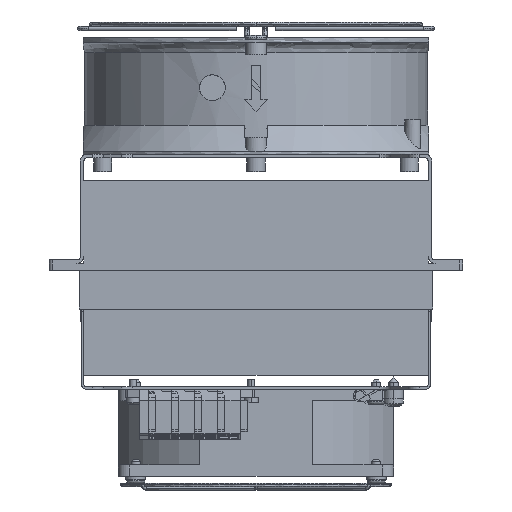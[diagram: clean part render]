
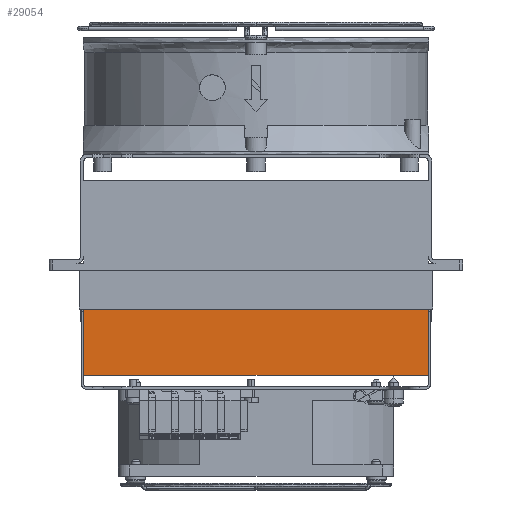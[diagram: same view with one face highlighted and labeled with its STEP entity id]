
A CAD part, front view. The second image highlights one B-rep face of the part: STEP entity #29054.
In plain terms, the highlighted planar face has unit normal (0, -1, 0).
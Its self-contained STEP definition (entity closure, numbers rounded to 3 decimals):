
#2619 = VECTOR ( 'NONE', #35894, 1000. ) ;
#4255 = FACE_OUTER_BOUND ( 'NONE', #12377, .T. ) ;
#6825 = CARTESIAN_POINT ( 'NONE',  ( -75., -175., -19.9 ) ) ;
#6869 = ORIENTED_EDGE ( 'NONE', *, *, #50187, .T. ) ;
#6937 = AXIS2_PLACEMENT_3D ( 'NONE', #19820, #49285, #19638 ) ;
#7062 = EDGE_CURVE ( 'NONE', #26976, #27907, #48865, .T. ) ;
#9698 = CARTESIAN_POINT ( 'NONE',  ( 75., -175., -19.9 ) ) ;
#10349 = ORIENTED_EDGE ( 'NONE', *, *, #10858, .T. ) ;
#10765 = LINE ( 'NONE', #13096, #47327 ) ;
#10858 = EDGE_CURVE ( 'NONE', #31921, #36915, #10765, .T. ) ;
#12377 = EDGE_LOOP ( 'NONE', ( #49705, #22954, #6869, #10349 ) ) ;
#13096 = CARTESIAN_POINT ( 'NONE',  ( -73.1, -175., -48.8 ) ) ;
#14108 = LINE ( 'NONE', #9698, #2619 ) ;
#19638 = DIRECTION ( 'NONE',  ( 0., 0., 1. ) ) ;
#19820 = CARTESIAN_POINT ( 'NONE',  ( 0., -175., 0. ) ) ;
#22154 = DIRECTION ( 'NONE',  ( 1., 0., 0. ) ) ;
#22709 = VECTOR ( 'NONE', #28000, 1000. ) ;
#22954 = ORIENTED_EDGE ( 'NONE', *, *, #7062, .T. ) ;
#26976 = VERTEX_POINT ( 'NONE', #53279 ) ;
#27907 = VERTEX_POINT ( 'NONE', #6825 ) ;
#28000 = DIRECTION ( 'NONE',  ( 0., 0., -1. ) ) ;
#29054 = ADVANCED_FACE ( 'NONE', ( #4255 ), #41287, .F. ) ;
#31921 = VERTEX_POINT ( 'NONE', #41528 ) ;
#33298 = EDGE_CURVE ( 'NONE', #36915, #26976, #14108, .T. ) ;
#35353 = VECTOR ( 'NONE', #54972, 1000. ) ;
#35894 = DIRECTION ( 'NONE',  ( 0., 0., 1. ) ) ;
#36174 = CARTESIAN_POINT ( 'NONE',  ( 0., -175., -19.9 ) ) ;
#36915 = VERTEX_POINT ( 'NONE', #52121 ) ;
#38231 = LINE ( 'NONE', #53959, #22709 ) ;
#41287 = PLANE ( 'NONE',  #6937 ) ;
#41528 = CARTESIAN_POINT ( 'NONE',  ( -75., -175., -48.8 ) ) ;
#47327 = VECTOR ( 'NONE', #22154, 1000. ) ;
#48865 = LINE ( 'NONE', #36174, #35353 ) ;
#49285 = DIRECTION ( 'NONE',  ( 0., 1., 0. ) ) ;
#49705 = ORIENTED_EDGE ( 'NONE', *, *, #33298, .T. ) ;
#50187 = EDGE_CURVE ( 'NONE', #27907, #31921, #38231, .T. ) ;
#52121 = CARTESIAN_POINT ( 'NONE',  ( 75., -175., -48.8 ) ) ;
#53279 = CARTESIAN_POINT ( 'NONE',  ( 75., -175., -19.9 ) ) ;
#53959 = CARTESIAN_POINT ( 'NONE',  ( -75., -175., -48.8 ) ) ;
#54972 = DIRECTION ( 'NONE',  ( -1., 0., 0. ) ) ;
